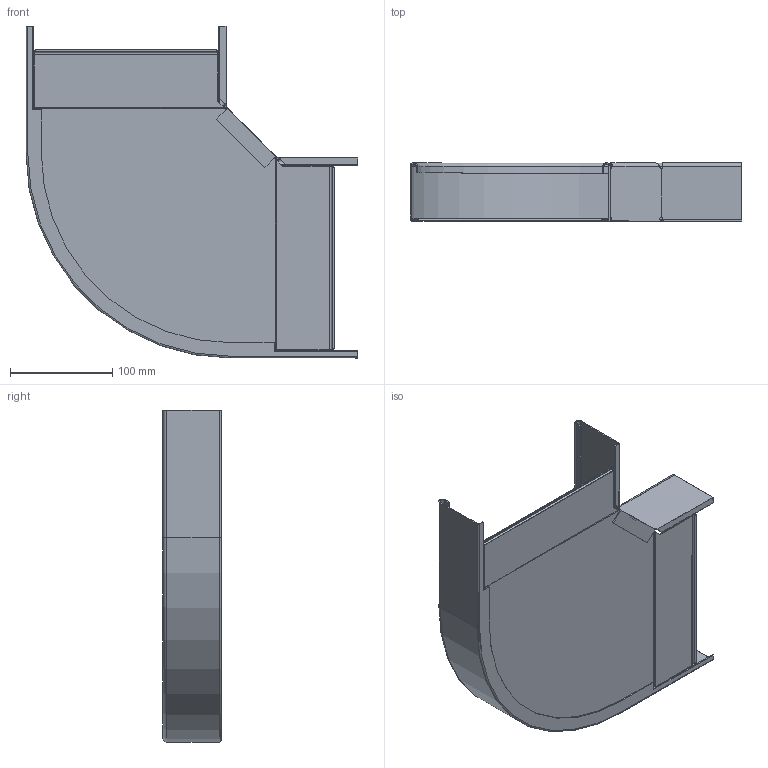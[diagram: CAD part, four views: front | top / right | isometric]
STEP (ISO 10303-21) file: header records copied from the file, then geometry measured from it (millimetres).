
FILE_DESCRIPTION (( 'STEP AP214' ), '1' );
FILE_NAME ('6043262.STEP', '2025-02-10T15:19:23', ( '' ), ( '' ), 'SwSTEP 2.0', 'SolidWorks 2024', '' );
FILE_SCHEMA (( 'AUTOMOTIVE_DESIGN' ));
Length unit declared in the file: millimetre
Products named in the file (4): 167734_200; 167655_60x90°; 167733_200; 6043262
Assembly tree (3 placements, depth 2):
  6043262
    167734_200
    167733_200
    167655_60x90°
Bounding box: 325 x 57 x 325 mm (x, y, z)
Volume: 130747.5 mm3; surface area: 269316.1 mm2
Topology: 3 solids, 3 shells, 170 faces, 432 edges, 268 vertices
Faces by surface type: plane 112, cylinder 42, bspline 12, torus 4
Entity records: 5575 total; most frequent: CARTESIAN_POINT 1510, ORIENTED_EDGE 864, DIRECTION 758, EDGE_CURVE 432, VECTOR 278, LINE 278, VERTEX_POINT 268, AXIS2_PLACEMENT_3D 240
